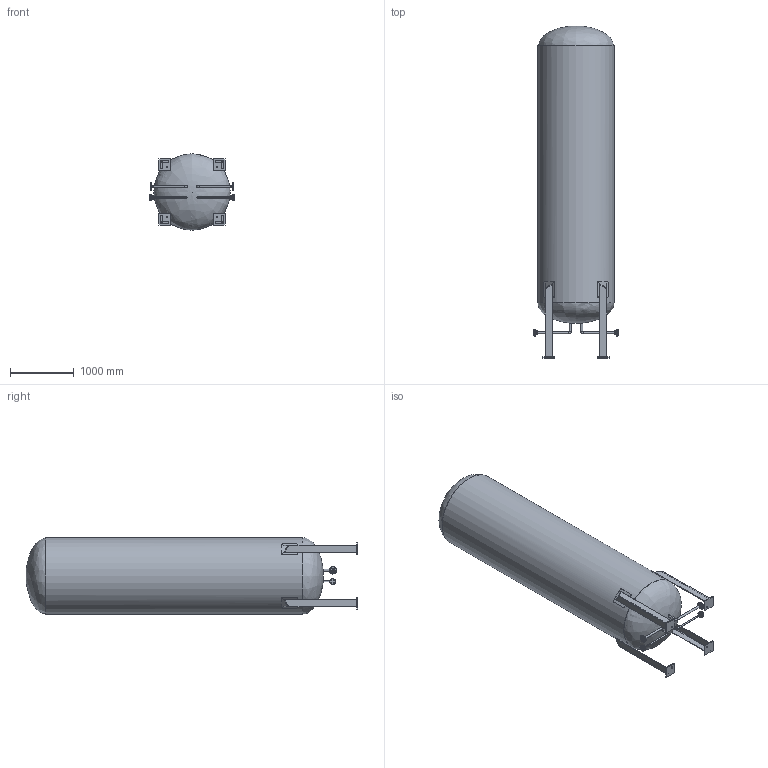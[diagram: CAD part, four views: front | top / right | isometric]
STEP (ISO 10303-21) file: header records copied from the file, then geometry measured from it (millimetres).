
FILE_DESCRIPTION((''),'2;1');
FILE_NAME('GN Tank.stp','2016-08-04T17:41:37',('ruycurado'),(''),'Autodesk Inventor 2012','Autodesk Inventor 2012','');
FILE_SCHEMA(('AUTOMOTIVE_DESIGN { 1 0 10303 214 1 1 1 1 }'));
Length unit declared in the file: millimetre
Products named in the file (22): reservatorio5m3; reservatorio; reservatorio5m3.Conductos de tubos y tuberías; DIN 2458 Tubería 21.3 x 1.4 - 250; DIN 2605 Codo de 90 grad tipo 2 21.3 - 1.6S; DIN 2635 Welding Neck Flange Type C Series 1 (ISO) - PN 40 15 x 21.3; DIN EN 1092-2 Blank Flange Type 05 - PN 25 Ductile Iron DN15; DIN EN ISO 4016 M12x55; DIN EN 24033 M12; DIN 2458 Tubería 33.7 x 1.4 - 250; DIN 2605 90 Deg Elbow Type 2 33.7 - 2S; DIN 2635 Welding Neck Flange Type C Series 1 (ISO) - PN 40 25 x 33.7
Assembly tree (33 placements, depth 4):
  reservatorio5m3
    reservatorio
    reservatorio5m3.Conductos de tubos y tuberías
      reservatorio5m3
        reservatorio5m3
        DIN 2458 Tubería 21.3 x 1.4 - 250
        DIN 2605 Codo de 90 grad tipo 2 21.3 - 1.6S  x2
        DIN 2458 Tubería 21.3 x 1.4 - 250
        DIN 2458 Tubería 21.3 x 1.4 - 250
        DIN 2458 Tubería 21.3 x 1.4 - 250
        DIN 2635 Welding Neck Flange Type C Series 1 (ISO) - PN 40 15 x 21.3  x2
        DIN EN 1092-2 Blank Flange Type 05 - PN 25 Ductile Iron DN15  x2
        DIN EN ISO 4016 M12x55  x8
        DIN EN 24033 M12
      reservatorio5m3
        reservatorio5m3
        DIN 2458 Tubería 33.7 x 1.4 - 250
        DIN 2605 90 Deg Elbow Type 2 33.7 - 2S  x2
        DIN 2458 Tubería 33.7 x 1.4 - 250
        DIN 2458 Tubería 33.7 x 1.4 - 250
        DIN 2458 Tubería 33.7 x 1.4 - 250
        DIN 2635 Welding Neck Flange Type C Series 1 (ISO) - PN 40 25 x 33.7  x2
Bounding box: 1339.18 x 5217.8 x 1200 mm (x, y, z)
Volume: 8268570162.4 mm3; surface area: 37883085.7 mm2
Topology: 33 solids, 33 shells, 441 faces, 943 edges, 600 vertices
Faces by surface type: plane 220, cylinder 129, cone 64, torus 16, revolution 8, sphere 4
Full cylindrical faces by diameter (mm): 10.106 x1, 12 x8, 14 x24, 15.76 x2, 17.3 x2, 18.5 x4, 21.3 x8, 23 x4, 26.64 x2, 28.5 x2, 30.9 x4, 33.4 x2, 33.7 x6, 36 x2, 45 x2, 46 x2, 68 x2, 95 x4, 115 x2, 1185.6 x1, 1200 x1
Entity records: 8567 total; most frequent: CARTESIAN_POINT 1987, DIRECTION 1328, ORIENTED_EDGE 1040, EDGE_CURVE 520, AXIS2_PLACEMENT_3D 519, EDGE_LOOP 418, VERTEX_POINT 366, VECTOR 282
